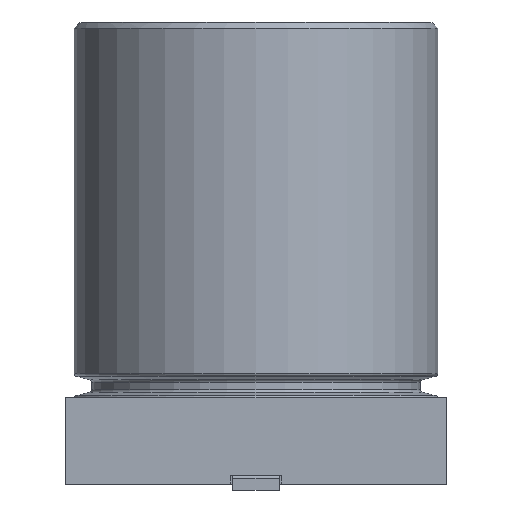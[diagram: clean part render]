
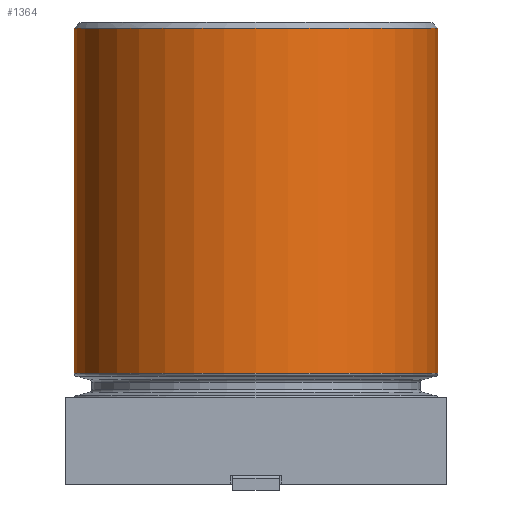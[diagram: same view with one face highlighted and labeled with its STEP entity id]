
A CAD part, left-side view. The second image highlights one B-rep face of the part: STEP entity #1364.
In plain terms, the highlighted cylindrical face has radius 3.15 mm (diameter 6.3 mm), a partial arc.
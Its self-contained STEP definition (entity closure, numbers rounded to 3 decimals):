
#31 = ORIENTED_EDGE ( 'NONE', *, *, #1270, .T. ) ;
#251 = DIRECTION ( 'NONE',  ( 0., 0., -1. ) ) ;
#298 = VERTEX_POINT ( 'NONE', #3206 ) ;
#332 = CARTESIAN_POINT ( 'NONE',  ( 0., -3.15, 2.021 ) ) ;
#445 = VERTEX_POINT ( 'NONE', #332 ) ;
#530 = DIRECTION ( 'NONE',  ( 0., 1., 0. ) ) ;
#559 = VERTEX_POINT ( 'NONE', #3345 ) ;
#663 = AXIS2_PLACEMENT_3D ( 'NONE', #2718, #1387, #1631 ) ;
#724 = DIRECTION ( 'NONE',  ( 0., 0., -1. ) ) ;
#818 = VECTOR ( 'NONE', #3095, 1000. ) ;
#864 = ORIENTED_EDGE ( 'NONE', *, *, #3134, .T. ) ;
#917 = DIRECTION ( 'NONE',  ( 0., 1., 0. ) ) ;
#933 = AXIS2_PLACEMENT_3D ( 'NONE', #1514, #251, #530 ) ;
#973 = CARTESIAN_POINT ( 'NONE',  ( 0., 0., 2.021 ) ) ;
#1032 = FACE_OUTER_BOUND ( 'NONE', #1450, .T. ) ;
#1224 = LINE ( 'NONE', #1261, #818 ) ;
#1240 = VERTEX_POINT ( 'NONE', #2611 ) ;
#1261 = CARTESIAN_POINT ( 'NONE',  ( 0., 3.15, 0.6 ) ) ;
#1270 = EDGE_CURVE ( 'NONE', #559, #1240, #2842, .T. ) ;
#1364 = ADVANCED_FACE ( 'NONE', ( #1032 ), #2161, .T. ) ;
#1387 = DIRECTION ( 'NONE',  ( 0., 0., -1. ) ) ;
#1450 = EDGE_LOOP ( 'NONE', ( #2125, #31, #864, #2737 ) ) ;
#1514 = CARTESIAN_POINT ( 'NONE',  ( 0., 0., 8. ) ) ;
#1545 = CARTESIAN_POINT ( 'NONE',  ( 0., -3.15, 0.6 ) ) ;
#1631 = DIRECTION ( 'NONE',  ( 0., 1., 0. ) ) ;
#1905 = EDGE_CURVE ( 'NONE', #445, #298, #1953, .T. ) ;
#1953 = CIRCLE ( 'NONE', #2403, 3.15 ) ;
#2125 = ORIENTED_EDGE ( 'NONE', *, *, #3149, .F. ) ;
#2161 = CYLINDRICAL_SURFACE ( 'NONE', #663, 3.15 ) ;
#2403 = AXIS2_PLACEMENT_3D ( 'NONE', #973, #3050, #917 ) ;
#2611 = CARTESIAN_POINT ( 'NONE',  ( 0., 3.15, 8. ) ) ;
#2718 = CARTESIAN_POINT ( 'NONE',  ( 0., 0., 0.6 ) ) ;
#2737 = ORIENTED_EDGE ( 'NONE', *, *, #1905, .F. ) ;
#2842 = CIRCLE ( 'NONE', #933, 3.15 ) ;
#3050 = DIRECTION ( 'NONE',  ( 0., 0., -1. ) ) ;
#3095 = DIRECTION ( 'NONE',  ( 0., 0., -1. ) ) ;
#3134 = EDGE_CURVE ( 'NONE', #1240, #298, #1224, .T. ) ;
#3149 = EDGE_CURVE ( 'NONE', #559, #445, #3153, .T. ) ;
#3153 = LINE ( 'NONE', #1545, #3267 ) ;
#3206 = CARTESIAN_POINT ( 'NONE',  ( 0., 3.15, 2.021 ) ) ;
#3267 = VECTOR ( 'NONE', #724, 1000. ) ;
#3345 = CARTESIAN_POINT ( 'NONE',  ( 0., -3.15, 8. ) ) ;
